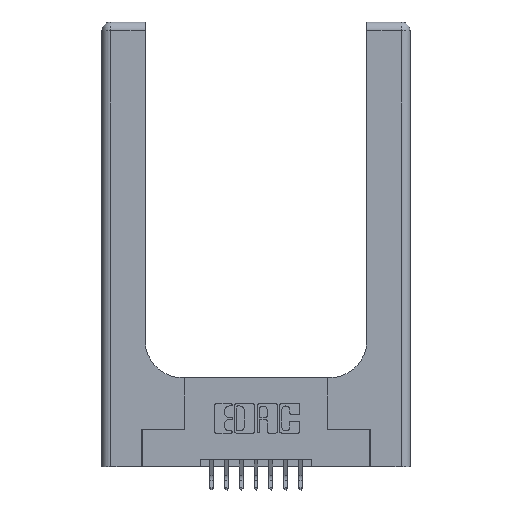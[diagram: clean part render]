
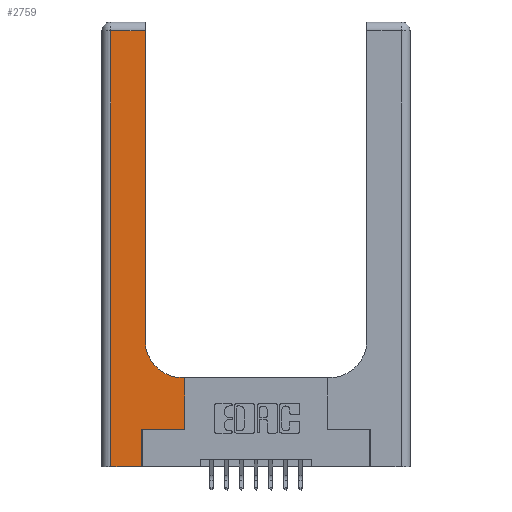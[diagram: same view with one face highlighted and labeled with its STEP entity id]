
A CAD part, top view. The second image highlights one B-rep face of the part: STEP entity #2759.
In plain terms, the highlighted planar face has unit normal (0, 0, 1).
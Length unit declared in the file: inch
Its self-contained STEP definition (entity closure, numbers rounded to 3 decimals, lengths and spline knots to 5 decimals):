
#210 = AXIS2_PLACEMENT_3D ( 'NONE', #8148, #387, #349 ) ;
#349 = DIRECTION ( 'NONE',  ( -1., 0., 0. ) ) ;
#387 = DIRECTION ( 'NONE',  ( 0., 0., -1. ) ) ;
#638 = VERTEX_POINT ( 'NONE', #5770 ) ;
#742 = LINE ( 'NONE', #1644, #13228 ) ;
#758 = LINE ( 'NONE', #10320, #13245 ) ;
#793 = VECTOR ( 'NONE', #7695, 39.37008 ) ;
#1077 = VERTEX_POINT ( 'NONE', #2256 ) ;
#1185 = DIRECTION ( 'NONE',  ( -1., 0., 0. ) ) ;
#1217 = VECTOR ( 'NONE', #8143, 39.37008 ) ;
#1267 = EDGE_LOOP ( 'NONE', ( #3226, #13224, #8458, #13052, #10324, #14892, #15627, #10149, #8285 ) ) ;
#1401 = VECTOR ( 'NONE', #1185, 39.37008 ) ;
#1523 = VERTEX_POINT ( 'NONE', #4284 ) ;
#1589 = CARTESIAN_POINT ( 'NONE',  ( 0.2915, 2.94, 0.37 ) ) ;
#1644 = CARTESIAN_POINT ( 'NONE',  ( 0.2915, 0.6, 0.37 ) ) ;
#1713 = CARTESIAN_POINT ( 'NONE',  ( 0.269, 0.25, 0.37 ) ) ;
#1738 = CARTESIAN_POINT ( 'NONE',  ( 0., 2.94, 0.37 ) ) ;
#1759 = VERTEX_POINT ( 'NONE', #1713 ) ;
#2256 = CARTESIAN_POINT ( 'NONE',  ( 0.5415, 0.6, 0.37 ) ) ;
#2759 = ADVANCED_FACE ( 'NONE', ( #4458 ), #8487, .F. ) ;
#2980 = AXIS2_PLACEMENT_3D ( 'NONE', #13125, #5980, #14302 ) ;
#3226 = ORIENTED_EDGE ( 'NONE', *, *, #4588, .T. ) ;
#3245 = EDGE_CURVE ( 'NONE', #3631, #6559, #4657, .T. ) ;
#3357 = CARTESIAN_POINT ( 'NONE',  ( 0.06, 0., 0.37 ) ) ;
#3631 = VERTEX_POINT ( 'NONE', #1589 ) ;
#3655 = LINE ( 'NONE', #4352, #6594 ) ;
#4119 = DIRECTION ( 'NONE',  ( 0., -1., 0. ) ) ;
#4284 = CARTESIAN_POINT ( 'NONE',  ( 0.5585, 0.25, 0.37 ) ) ;
#4352 = CARTESIAN_POINT ( 'NONE',  ( 0.2915, 3., 0.37 ) ) ;
#4402 = CARTESIAN_POINT ( 'NONE',  ( 0.5585, 0.25, 0.37 ) ) ;
#4405 = DIRECTION ( 'NONE',  ( 0., 1., 0. ) ) ;
#4458 = FACE_OUTER_BOUND ( 'NONE', #1267, .T. ) ;
#4471 = LINE ( 'NONE', #4402, #1217 ) ;
#4588 = EDGE_CURVE ( 'NONE', #638, #3631, #3655, .T. ) ;
#4657 = LINE ( 'NONE', #1738, #1401 ) ;
#5408 = LINE ( 'NONE', #10531, #8291 ) ;
#5488 = DIRECTION ( 'NONE',  ( 1., 0., 0. ) ) ;
#5770 = CARTESIAN_POINT ( 'NONE',  ( 0.2915, 0.85, 0.37 ) ) ;
#5980 = DIRECTION ( 'NONE',  ( 0., 0., -1. ) ) ;
#6559 = VERTEX_POINT ( 'NONE', #13342 ) ;
#6594 = VECTOR ( 'NONE', #15227, 39.37008 ) ;
#6742 = CIRCLE ( 'NONE', #2980, 0.25 ) ;
#6873 = EDGE_CURVE ( 'NONE', #1523, #12489, #4471, .T. ) ;
#7351 = CARTESIAN_POINT ( 'NONE',  ( 0.5585, 0.6, 0.37 ) ) ;
#7695 = DIRECTION ( 'NONE',  ( 1., 0., 0. ) ) ;
#7917 = EDGE_CURVE ( 'NONE', #10752, #11739, #10180, .T. ) ;
#8143 = DIRECTION ( 'NONE',  ( 0., 1., 0. ) ) ;
#8148 = CARTESIAN_POINT ( 'NONE',  ( 0., 3., 0.37 ) ) ;
#8244 = VECTOR ( 'NONE', #4119, 39.37008 ) ;
#8285 = ORIENTED_EDGE ( 'NONE', *, *, #10325, .T. ) ;
#8291 = VECTOR ( 'NONE', #4405, 39.37008 ) ;
#8458 = ORIENTED_EDGE ( 'NONE', *, *, #11118, .T. ) ;
#8487 = PLANE ( 'NONE',  #210 ) ;
#8505 = EDGE_CURVE ( 'NONE', #11739, #1759, #5408, .T. ) ;
#8843 = EDGE_CURVE ( 'NONE', #1759, #1523, #758, .T. ) ;
#9313 = EDGE_CURVE ( 'NONE', #12489, #1077, #742, .T. ) ;
#10149 = ORIENTED_EDGE ( 'NONE', *, *, #9313, .T. ) ;
#10180 = LINE ( 'NONE', #11271, #793 ) ;
#10320 = CARTESIAN_POINT ( 'NONE',  ( 0.269, 0.25, 0.37 ) ) ;
#10324 = ORIENTED_EDGE ( 'NONE', *, *, #8505, .T. ) ;
#10325 = EDGE_CURVE ( 'NONE', #1077, #638, #6742, .T. ) ;
#10364 = CARTESIAN_POINT ( 'NONE',  ( 0.269, 0., 0.37 ) ) ;
#10531 = CARTESIAN_POINT ( 'NONE',  ( 0.269, 0., 0.37 ) ) ;
#10752 = VERTEX_POINT ( 'NONE', #3357 ) ;
#11118 = EDGE_CURVE ( 'NONE', #6559, #10752, #14865, .T. ) ;
#11271 = CARTESIAN_POINT ( 'NONE',  ( 0., 0., 0.37 ) ) ;
#11739 = VERTEX_POINT ( 'NONE', #10364 ) ;
#12489 = VERTEX_POINT ( 'NONE', #7351 ) ;
#12562 = CARTESIAN_POINT ( 'NONE',  ( 0.06, 3., 0.37 ) ) ;
#13052 = ORIENTED_EDGE ( 'NONE', *, *, #7917, .T. ) ;
#13125 = CARTESIAN_POINT ( 'NONE',  ( 0.5415, 0.85, 0.37 ) ) ;
#13224 = ORIENTED_EDGE ( 'NONE', *, *, #3245, .T. ) ;
#13228 = VECTOR ( 'NONE', #14897, 39.37008 ) ;
#13245 = VECTOR ( 'NONE', #5488, 39.37008 ) ;
#13342 = CARTESIAN_POINT ( 'NONE',  ( 0.06, 2.94, 0.37 ) ) ;
#14302 = DIRECTION ( 'NONE',  ( 1., 0., 0. ) ) ;
#14865 = LINE ( 'NONE', #12562, #8244 ) ;
#14892 = ORIENTED_EDGE ( 'NONE', *, *, #8843, .T. ) ;
#14897 = DIRECTION ( 'NONE',  ( -1., 0., 0. ) ) ;
#15227 = DIRECTION ( 'NONE',  ( 0., 1., 0. ) ) ;
#15627 = ORIENTED_EDGE ( 'NONE', *, *, #6873, .T. ) ;
